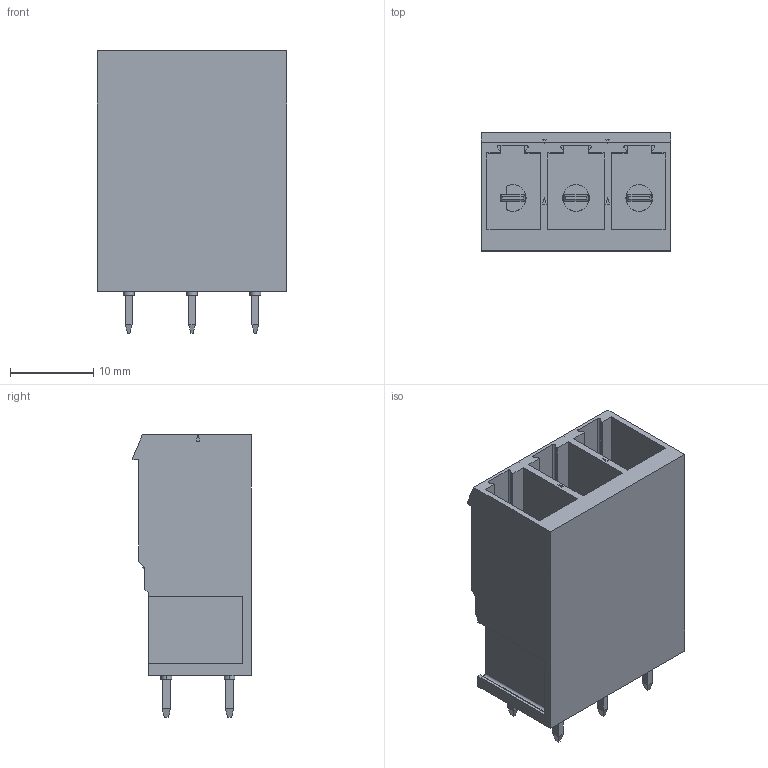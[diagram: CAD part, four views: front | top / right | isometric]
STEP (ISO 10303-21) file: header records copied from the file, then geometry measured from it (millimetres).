
FILE_DESCRIPTION((''),'2;1');
FILE_NAME('PHOENIX_1804690.stp','2014-03-13T11:54:22',(''),(''),'Mechanical Desktop 2011','Mechanical Desktop 2011',', , ');
FILE_SCHEMA(('AUTOMOTIVE_DESIGN { 1 2 10303 214 1 1 1 1 }'));
Length unit declared in the file: millimetre
Products named in the file (1): Product
Bounding box: 22.84 x 14.25 x 34 mm (x, y, z)
Volume: 5719.1 mm3; surface area: 4669.1 mm2
Topology: 19 solids, 19 shells, 275 faces, 639 edges, 414 vertices
Faces by surface type: plane 179, cylinder 52, bspline 41, sphere 3
Entity records: 7749 total; most frequent: CARTESIAN_POINT 1452, ORIENTED_EDGE 1278, DIRECTION 1219, EDGE_CURVE 639, VECTOR 529, LINE 529, VERTEX_POINT 414, AXIS2_PLACEMENT_3D 345
